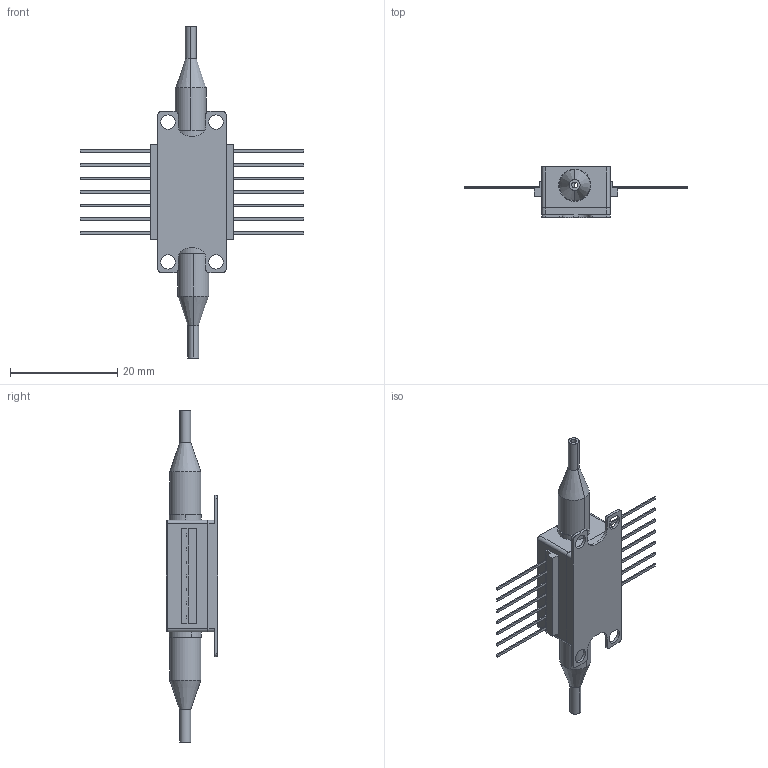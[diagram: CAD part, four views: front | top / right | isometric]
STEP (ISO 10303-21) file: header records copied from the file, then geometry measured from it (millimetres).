
FILE_DESCRIPTION (( 'STEP AP214' ), '1' );
FILE_NAME ('QTN042709-E0W.STEP', '2021-09-22T23:18:39', ( '' ), ( '' ), 'SwSTEP 2.0', 'SolidWorks 2018', '' );
FILE_SCHEMA (( 'AUTOMOTIVE_DESIGN' ));
Length unit declared in the file: inch
Products named in the file (1): QTN042709-E0W
Bounding box: 41.6 x 9.5 x 61.8 mm (x, y, z)
Surface area: 2665.9 mm2 (no closed solid volume)
Topology: 0 solids, 25 shells, 335 faces, 1297 edges, 934 vertices
Faces by surface type: plane 241, cylinder 50, bspline 40, cone 4
Entity records: 20096 total; most frequent: CARTESIAN_POINT 5612, ORIENTED_EDGE 1954, DIRECTION 1789, EDGE_CURVE 1297, LINE 941, VECTOR 941, VERTEX_POINT 934, AXIS2_PLACEMENT_3D 424
